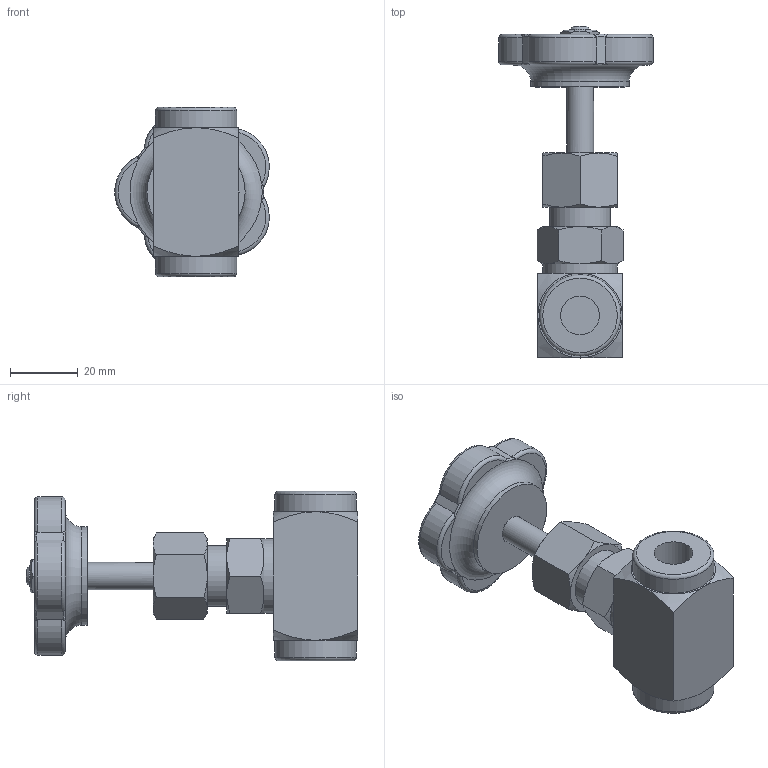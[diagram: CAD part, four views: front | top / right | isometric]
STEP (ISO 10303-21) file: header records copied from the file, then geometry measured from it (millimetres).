
FILE_DESCRIPTION(/* description */ (''),/* implementation_level */ '2;1');
FILE_NAME(/* name */ 'AC-3010-008-1-4K.stp',/* time_stamp */ '2021-07-01T11:46:25+02:00',/* author */ ('yadamsuren'),/* organization */ (''),/* preprocessor_version */ 'ST-DEVELOPER v17.2',/* originating_system */ 'Autodesk Inventor 2019',/* authorisation */ '');
FILE_SCHEMA (('AUTOMOTIVE_DESIGN { 1 0 10303 214 3 1 1 }'));
Length unit declared in the file: millimetre
Products named in the file (5): AC301021; AC301021-GEH; AD-HANDRAD23-25; DIN 125-1  A A 6.4; DIN EN 24 032  (Regelgewinde) M6
Assembly tree (4 placements, depth 2):
  AC301021
    AC301021-GEH
    AD-HANDRAD23-25
    DIN 125-1  A A 6.4
    DIN EN 24 032  (Regelgewinde) M6
Bounding box: 45.6 x 98 x 50 mm (x, y, z)
Volume: 56844.5 mm3; surface area: 16228.1 mm2
Topology: 4 solids, 4 shells, 143 faces, 343 edges, 217 vertices
Faces by surface type: plane 60, cone 38, torus 23, cylinder 22
Full cylindrical faces by diameter (mm): 4.917 x1, 6 x1, 6.4 x1, 8 x1, 11.445 x2, 12 x1, 18 x1, 22 x1, 24 x2, 29 x1
Entity records: 4555 total; most frequent: CARTESIAN_POINT 1184, ORIENTED_EDGE 686, DIRECTION 676, EDGE_CURVE 343, AXIS2_PLACEMENT_3D 297, VERTEX_POINT 217, EDGE_LOOP 158, CIRCLE 145
